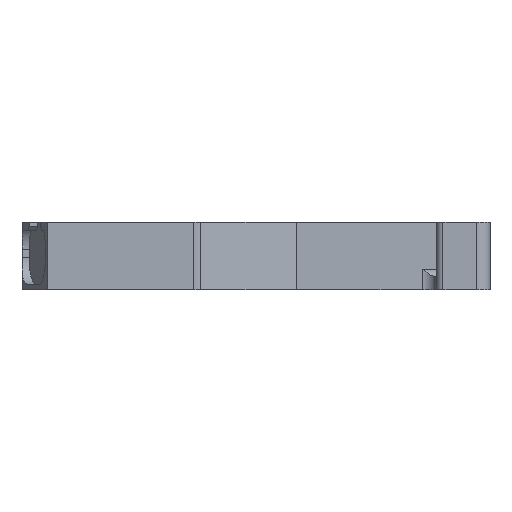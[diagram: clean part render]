
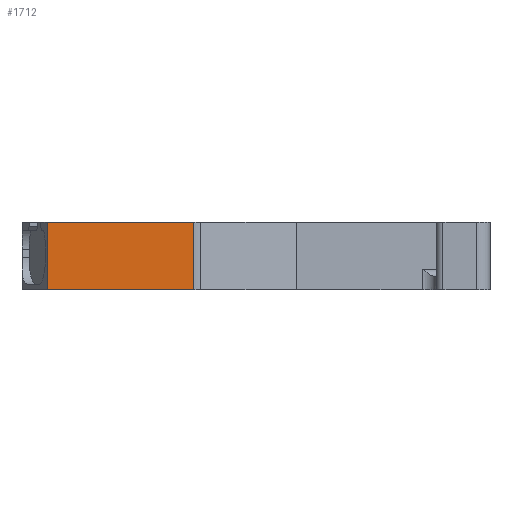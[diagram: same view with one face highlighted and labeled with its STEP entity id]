
A CAD part, left-side view. The second image highlights one B-rep face of the part: STEP entity #1712.
In plain terms, the highlighted planar face has unit normal (-1, 0, 0).
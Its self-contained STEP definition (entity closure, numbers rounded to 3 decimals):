
#34 = VECTOR ( 'NONE', #1650, 1000. ) ;
#947 = EDGE_LOOP ( 'NONE', ( #2673, #2678, #2686, #2742 ) ) ;
#1650 = DIRECTION ( 'NONE',  ( 0., 0., 1. ) ) ;
#1712 = ADVANCED_FACE ( 'NONE', ( #7802 ), #3387, .T. ) ;
#1879 = DIRECTION ( 'NONE',  ( 0., -1., 0. ) ) ;
#2032 = CARTESIAN_POINT ( 'NONE',  ( -13.598, 12.825, -4.9 ) ) ;
#2363 = CARTESIAN_POINT ( 'NONE',  ( -13.598, 1.929, -4.9 ) ) ;
#2429 = DIRECTION ( 'NONE',  ( -1., 0., 0. ) ) ;
#2446 = CARTESIAN_POINT ( 'NONE',  ( -13.598, 12.825, -4.9 ) ) ;
#2468 = DIRECTION ( 'NONE',  ( 0., -1., 0. ) ) ;
#2587 = EDGE_CURVE ( 'NONE', #6814, #7021, #3408, .T. ) ;
#2673 = ORIENTED_EDGE ( 'NONE', *, *, #3061, .T. ) ;
#2678 = ORIENTED_EDGE ( 'NONE', *, *, #6006, .T. ) ;
#2686 = ORIENTED_EDGE ( 'NONE', *, *, #2587, .T. ) ;
#2742 = ORIENTED_EDGE ( 'NONE', *, *, #4248, .T. ) ;
#2871 = CARTESIAN_POINT ( 'NONE',  ( -13.598, 1.929, 0.1 ) ) ;
#3061 = EDGE_CURVE ( 'NONE', #8257, #8440, #8339, .T. ) ;
#3259 = VECTOR ( 'NONE', #8567, 1000. ) ;
#3387 = PLANE ( 'NONE',  #6244 ) ;
#3398 = CARTESIAN_POINT ( 'NONE',  ( -13.598, 12.825, -4.9 ) ) ;
#3408 = LINE ( 'NONE', #2363, #34 ) ;
#3935 = CARTESIAN_POINT ( 'NONE',  ( -13.598, 1.929, -4.9 ) ) ;
#4248 = EDGE_CURVE ( 'NONE', #7021, #8257, #7132, .T. ) ;
#4542 = CARTESIAN_POINT ( 'NONE',  ( -13.598, 12.825, 0.1 ) ) ;
#4992 = LINE ( 'NONE', #2032, #5435 ) ;
#5435 = VECTOR ( 'NONE', #1879, 1000. ) ;
#5744 = DIRECTION ( 'NONE',  ( 0., 0., -1. ) ) ;
#5959 = CARTESIAN_POINT ( 'NONE',  ( -13.598, 12.825, -4.9 ) ) ;
#6006 = EDGE_CURVE ( 'NONE', #8440, #6814, #4992, .T. ) ;
#6244 = AXIS2_PLACEMENT_3D ( 'NONE', #2446, #2429, #2468 ) ;
#6814 = VERTEX_POINT ( 'NONE', #3935 ) ;
#7021 = VERTEX_POINT ( 'NONE', #2871 ) ;
#7132 = LINE ( 'NONE', #8638, #3259 ) ;
#7802 = FACE_OUTER_BOUND ( 'NONE', #947, .T. ) ;
#8257 = VERTEX_POINT ( 'NONE', #4542 ) ;
#8339 = LINE ( 'NONE', #5959, #8363 ) ;
#8363 = VECTOR ( 'NONE', #5744, 1000. ) ;
#8440 = VERTEX_POINT ( 'NONE', #3398 ) ;
#8567 = DIRECTION ( 'NONE',  ( 0., 1., 0. ) ) ;
#8638 = CARTESIAN_POINT ( 'NONE',  ( -13.598, 12.825, 0.1 ) ) ;
